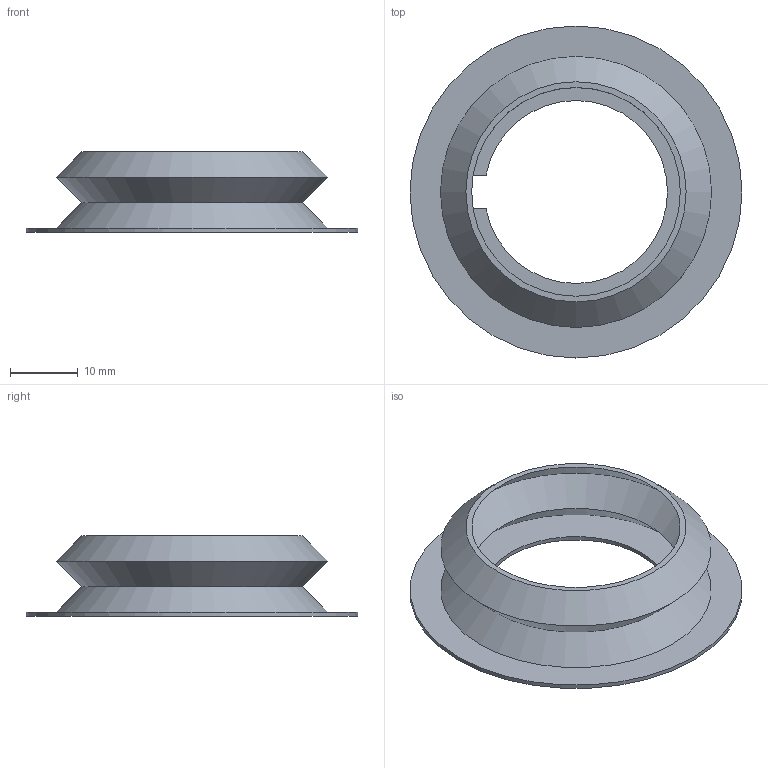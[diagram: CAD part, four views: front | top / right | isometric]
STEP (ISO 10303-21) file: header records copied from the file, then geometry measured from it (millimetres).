
FILE_DESCRIPTION(/* description */ (''),/* implementation_level */ '2;1');
FILE_NAME(/* name */ 'Bellow_HiNATA.step',/* time_stamp */ '2022-02-05T10:03:26+01:00',/* author */ (''),/* organization */ (''),/* preprocessor_version */ 'ST-DEVELOPER v18.1',/* originating_system */ 'Autodesk Translation Framework v10.13.0.1454',/* authorisation */ '');
FILE_SCHEMA (('AUTOMOTIVE_DESIGN { 1 0 10303 214 3 1 1 }'));
Length unit declared in the file: millimetre
Products named in the file (1): Bellow_HiNATA
Bounding box: 49 x 49 x 11.85 mm (x, y, z)
Volume: 1833.9 mm3; surface area: 6242.1 mm2
Topology: 1 solids, 1 shells, 16 faces, 33 edges, 20 vertices
Faces by surface type: plane 7, cone 6, cylinder 3
Full cylindrical faces by diameter (mm): 49 x1
Entity records: 464 total; most frequent: DIRECTION 85, CARTESIAN_POINT 70, ORIENTED_EDGE 66, AXIS2_PLACEMENT_3D 35, EDGE_CURVE 33, VERTEX_POINT 20, EDGE_LOOP 19, CIRCLE 18
